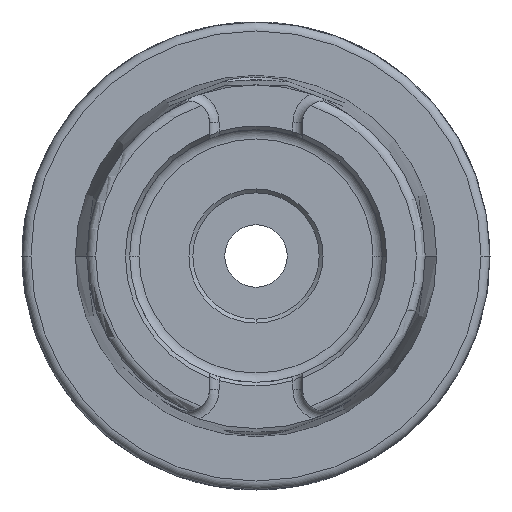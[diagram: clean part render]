
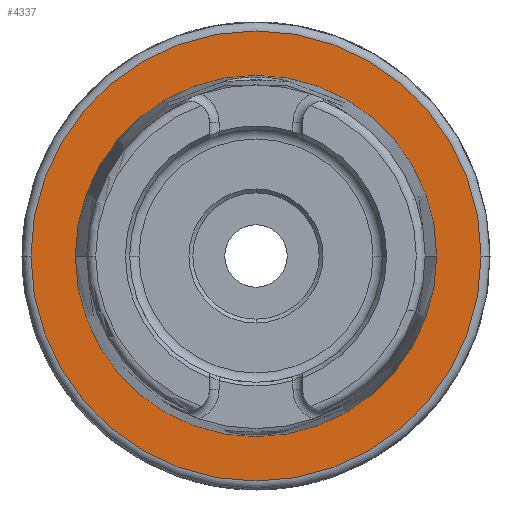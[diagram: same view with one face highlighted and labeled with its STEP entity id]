
A CAD part, left-side view. The second image highlights one B-rep face of the part: STEP entity #4337.
In plain terms, the highlighted planar face has unit normal (-1, 0, 0).
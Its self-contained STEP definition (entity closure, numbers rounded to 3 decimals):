
#156 = CIRCLE ( 'NONE', #933, 24.321 ) ;
#256 = CARTESIAN_POINT ( 'NONE',  ( 0., 0., 0. ) ) ;
#314 = CARTESIAN_POINT ( 'NONE',  ( 0., -24.321, 0. ) ) ;
#316 = DIRECTION ( 'NONE',  ( 1., 0., 0. ) ) ;
#552 = FACE_OUTER_BOUND ( 'NONE', #5896, .T. ) ;
#567 = VERTEX_POINT ( 'NONE', #5584 ) ;
#767 = EDGE_CURVE ( 'NONE', #6395, #6680, #1380, .T. ) ;
#785 = ORIENTED_EDGE ( 'NONE', *, *, #767, .F. ) ;
#809 = AXIS2_PLACEMENT_3D ( 'NONE', #5611, #316, #2409 ) ;
#933 = AXIS2_PLACEMENT_3D ( 'NONE', #256, #1865, #4456 ) ;
#992 = DIRECTION ( 'NONE',  ( 1., 0., 0. ) ) ;
#1032 = CIRCLE ( 'NONE', #2648, 30.3 ) ;
#1380 = CIRCLE ( 'NONE', #809, 30.3 ) ;
#1591 = CIRCLE ( 'NONE', #5532, 24.321 ) ;
#1660 = FACE_BOUND ( 'NONE', #5171, .T. ) ;
#1661 = DIRECTION ( 'NONE',  ( 1., 0., 0. ) ) ;
#1732 = DIRECTION ( 'NONE',  ( 0., 1., 0. ) ) ;
#1865 = DIRECTION ( 'NONE',  ( 1., 0., 0. ) ) ;
#2002 = ORIENTED_EDGE ( 'NONE', *, *, #5386, .F. ) ;
#2296 = EDGE_CURVE ( 'NONE', #567, #6649, #1591, .T. ) ;
#2409 = DIRECTION ( 'NONE',  ( 0., 1., 0. ) ) ;
#2581 = CARTESIAN_POINT ( 'NONE',  ( 0., 0., 0. ) ) ;
#2624 = DIRECTION ( 'NONE',  ( -1., 0., 0. ) ) ;
#2648 = AXIS2_PLACEMENT_3D ( 'NONE', #2581, #992, #3069 ) ;
#2926 = CARTESIAN_POINT ( 'NONE',  ( 0., -30.3, 0. ) ) ;
#3069 = DIRECTION ( 'NONE',  ( 0., 1., 0. ) ) ;
#3403 = AXIS2_PLACEMENT_3D ( 'NONE', #6337, #2624, #3721 ) ;
#3562 = ORIENTED_EDGE ( 'NONE', *, *, #2296, .T. ) ;
#3686 = PLANE ( 'NONE',  #3403 ) ;
#3721 = DIRECTION ( 'NONE',  ( 0., -1., 0. ) ) ;
#4337 = ADVANCED_FACE ( 'NONE', ( #1660, #552 ), #3686, .T. ) ;
#4456 = DIRECTION ( 'NONE',  ( 0., 1., 0. ) ) ;
#4687 = ORIENTED_EDGE ( 'NONE', *, *, #6538, .T. ) ;
#4877 = CARTESIAN_POINT ( 'NONE',  ( 0., 0., 0. ) ) ;
#5171 = EDGE_LOOP ( 'NONE', ( #3562, #4687 ) ) ;
#5386 = EDGE_CURVE ( 'NONE', #6680, #6395, #1032, .T. ) ;
#5532 = AXIS2_PLACEMENT_3D ( 'NONE', #4877, #1661, #1732 ) ;
#5572 = CARTESIAN_POINT ( 'NONE',  ( 0., 30.3, 0. ) ) ;
#5584 = CARTESIAN_POINT ( 'NONE',  ( 0., 24.321, 0. ) ) ;
#5611 = CARTESIAN_POINT ( 'NONE',  ( 0., 0., 0. ) ) ;
#5896 = EDGE_LOOP ( 'NONE', ( #2002, #785 ) ) ;
#6337 = CARTESIAN_POINT ( 'NONE',  ( 0., 24.321, 0. ) ) ;
#6395 = VERTEX_POINT ( 'NONE', #2926 ) ;
#6538 = EDGE_CURVE ( 'NONE', #6649, #567, #156, .T. ) ;
#6649 = VERTEX_POINT ( 'NONE', #314 ) ;
#6680 = VERTEX_POINT ( 'NONE', #5572 ) ;
